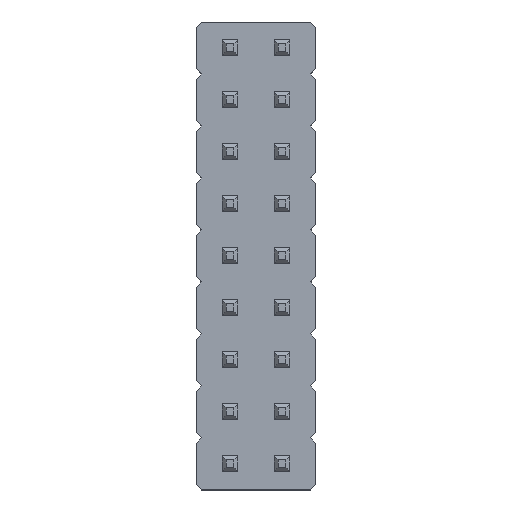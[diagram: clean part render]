
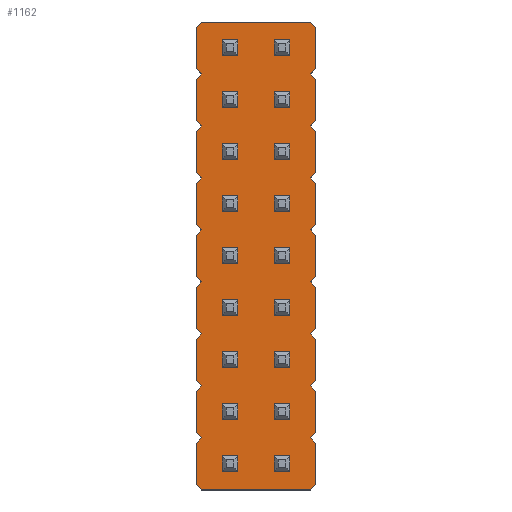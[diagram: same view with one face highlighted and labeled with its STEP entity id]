
A CAD part, top view. The second image highlights one B-rep face of the part: STEP entity #1162.
In plain terms, the highlighted planar face has unit normal (0, 0, 1).
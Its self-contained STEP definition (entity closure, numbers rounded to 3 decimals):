
#13=DIRECTION('',(0.,0.,1.));
#24=VERTEX_POINT('',#25);
#25=CARTESIAN_POINT('',(-0.55,0.5,1.));
#28=ORIENTED_EDGE('',*,*,#29,.T.);
#29=EDGE_CURVE('',#24,#30,#32,.T.);
#30=VERTEX_POINT('',#31);
#31=CARTESIAN_POINT('',(-0.65,0.4,1.));
#32=LINE('',#25,#33);
#33=VECTOR('',#34,1.);
#34=DIRECTION('',(-0.707,-0.707,0.));
#45=DIRECTION('',(0.707,-0.707,0.));
#50=ORIENTED_EDGE('',*,*,#51,.T.);
#51=EDGE_CURVE('',#30,#52,#54,.T.);
#52=VERTEX_POINT('',#53);
#53=CARTESIAN_POINT('',(-0.65,-0.4,1.));
#54=LINE('',#31,#55);
#55=VECTOR('',#56,1.);
#56=DIRECTION('',(0.,-1.,0.));
#67=DIRECTION('',(1.,0.,0.));
#72=ORIENTED_EDGE('',*,*,#73,.T.);
#73=EDGE_CURVE('',#52,#74,#76,.T.);
#74=VERTEX_POINT('',#75);
#75=CARTESIAN_POINT('',(-0.55,-0.5,1.));
#76=LINE('',#53,#77);
#77=VECTOR('',#45,1.);
#88=DIRECTION('',(0.707,0.707,0.));
#93=ORIENTED_EDGE('',*,*,#94,.T.);
#94=EDGE_CURVE('',#74,#95,#97,.T.);
#95=VERTEX_POINT('',#96);
#96=CARTESIAN_POINT('',(-0.65,-0.6,1.));
#97=LINE('',#75,#33);
#112=ORIENTED_EDGE('',*,*,#113,.T.);
#113=EDGE_CURVE('',#95,#114,#116,.T.);
#114=VERTEX_POINT('',#115);
#115=CARTESIAN_POINT('',(-0.65,-1.4,1.));
#116=LINE('',#96,#55);
#131=ORIENTED_EDGE('',*,*,#132,.T.);
#132=EDGE_CURVE('',#114,#133,#135,.T.);
#133=VERTEX_POINT('',#134);
#134=CARTESIAN_POINT('',(-0.55,-1.5,1.));
#135=LINE('',#115,#77);
#150=ORIENTED_EDGE('',*,*,#151,.T.);
#151=EDGE_CURVE('',#133,#152,#154,.T.);
#152=VERTEX_POINT('',#153);
#153=CARTESIAN_POINT('',(-0.65,-1.6,1.));
#154=LINE('',#134,#33);
#169=ORIENTED_EDGE('',*,*,#170,.T.);
#170=EDGE_CURVE('',#152,#171,#173,.T.);
#171=VERTEX_POINT('',#172);
#172=CARTESIAN_POINT('',(-0.65,-2.4,1.));
#173=LINE('',#153,#55);
#188=ORIENTED_EDGE('',*,*,#189,.T.);
#189=EDGE_CURVE('',#171,#190,#192,.T.);
#190=VERTEX_POINT('',#191);
#191=CARTESIAN_POINT('',(-0.55,-2.5,1.));
#192=LINE('',#172,#77);
#207=ORIENTED_EDGE('',*,*,#208,.T.);
#208=EDGE_CURVE('',#190,#209,#211,.T.);
#209=VERTEX_POINT('',#210);
#210=CARTESIAN_POINT('',(-0.65,-2.6,1.));
#211=LINE('',#191,#33);
#226=ORIENTED_EDGE('',*,*,#227,.T.);
#227=EDGE_CURVE('',#209,#228,#230,.T.);
#228=VERTEX_POINT('',#229);
#229=CARTESIAN_POINT('',(-0.65,-3.4,1.));
#230=LINE('',#210,#55);
#245=ORIENTED_EDGE('',*,*,#246,.T.);
#246=EDGE_CURVE('',#228,#247,#249,.T.);
#247=VERTEX_POINT('',#248);
#248=CARTESIAN_POINT('',(-0.55,-3.5,1.));
#249=LINE('',#229,#77);
#264=ORIENTED_EDGE('',*,*,#265,.T.);
#265=EDGE_CURVE('',#247,#266,#268,.T.);
#266=VERTEX_POINT('',#267);
#267=CARTESIAN_POINT('',(-0.65,-3.6,1.));
#268=LINE('',#248,#33);
#283=ORIENTED_EDGE('',*,*,#284,.T.);
#284=EDGE_CURVE('',#266,#285,#287,.T.);
#285=VERTEX_POINT('',#286);
#286=CARTESIAN_POINT('',(-0.65,-4.4,1.));
#287=LINE('',#267,#55);
#302=ORIENTED_EDGE('',*,*,#303,.T.);
#303=EDGE_CURVE('',#285,#304,#306,.T.);
#304=VERTEX_POINT('',#305);
#305=CARTESIAN_POINT('',(-0.55,-4.5,1.));
#306=LINE('',#286,#77);
#321=ORIENTED_EDGE('',*,*,#322,.T.);
#322=EDGE_CURVE('',#304,#323,#325,.T.);
#323=VERTEX_POINT('',#324);
#324=CARTESIAN_POINT('',(-0.65,-4.6,1.));
#325=LINE('',#305,#33);
#340=ORIENTED_EDGE('',*,*,#341,.T.);
#341=EDGE_CURVE('',#323,#342,#344,.T.);
#342=VERTEX_POINT('',#343);
#343=CARTESIAN_POINT('',(-0.65,-5.4,1.));
#344=LINE('',#324,#55);
#359=ORIENTED_EDGE('',*,*,#360,.T.);
#360=EDGE_CURVE('',#342,#361,#363,.T.);
#361=VERTEX_POINT('',#362);
#362=CARTESIAN_POINT('',(-0.55,-5.5,1.));
#363=LINE('',#343,#77);
#378=ORIENTED_EDGE('',*,*,#379,.T.);
#379=EDGE_CURVE('',#361,#380,#382,.T.);
#380=VERTEX_POINT('',#381);
#381=CARTESIAN_POINT('',(-0.65,-5.6,1.));
#382=LINE('',#362,#33);
#397=ORIENTED_EDGE('',*,*,#398,.T.);
#398=EDGE_CURVE('',#380,#399,#401,.T.);
#399=VERTEX_POINT('',#400);
#400=CARTESIAN_POINT('',(-0.65,-6.4,1.));
#401=LINE('',#381,#55);
#416=ORIENTED_EDGE('',*,*,#417,.T.);
#417=EDGE_CURVE('',#399,#418,#420,.T.);
#418=VERTEX_POINT('',#419);
#419=CARTESIAN_POINT('',(-0.55,-6.5,1.));
#420=LINE('',#400,#77);
#435=ORIENTED_EDGE('',*,*,#436,.T.);
#436=EDGE_CURVE('',#418,#437,#439,.T.);
#437=VERTEX_POINT('',#438);
#438=CARTESIAN_POINT('',(-0.65,-6.6,1.));
#439=LINE('',#419,#33);
#454=ORIENTED_EDGE('',*,*,#455,.T.);
#455=EDGE_CURVE('',#437,#456,#458,.T.);
#456=VERTEX_POINT('',#457);
#457=CARTESIAN_POINT('',(-0.65,-7.4,1.));
#458=LINE('',#438,#55);
#473=ORIENTED_EDGE('',*,*,#474,.T.);
#474=EDGE_CURVE('',#456,#475,#477,.T.);
#475=VERTEX_POINT('',#476);
#476=CARTESIAN_POINT('',(-0.55,-7.5,1.));
#477=LINE('',#457,#77);
#492=ORIENTED_EDGE('',*,*,#493,.T.);
#493=EDGE_CURVE('',#475,#494,#496,.T.);
#494=VERTEX_POINT('',#495);
#495=CARTESIAN_POINT('',(-0.65,-7.6,1.));
#496=LINE('',#476,#33);
#511=ORIENTED_EDGE('',*,*,#512,.T.);
#512=EDGE_CURVE('',#494,#513,#515,.T.);
#513=VERTEX_POINT('',#514);
#514=CARTESIAN_POINT('',(-0.65,-8.4,1.));
#515=LINE('',#495,#55);
#530=ORIENTED_EDGE('',*,*,#531,.T.);
#531=EDGE_CURVE('',#513,#532,#534,.T.);
#532=VERTEX_POINT('',#533);
#533=CARTESIAN_POINT('',(-0.55,-8.5,1.));
#534=LINE('',#514,#77);
#549=ORIENTED_EDGE('',*,*,#550,.T.);
#550=EDGE_CURVE('',#532,#551,#553,.T.);
#551=VERTEX_POINT('',#552);
#552=CARTESIAN_POINT('',(1.55,-8.5,1.));
#553=LINE('',#533,#554);
#554=VECTOR('',#67,1.);
#565=DIRECTION('',(0.,1.,0.));
#570=ORIENTED_EDGE('',*,*,#571,.T.);
#571=EDGE_CURVE('',#551,#572,#574,.T.);
#572=VERTEX_POINT('',#573);
#573=CARTESIAN_POINT('',(1.65,-8.4,1.));
#574=LINE('',#552,#575);
#575=VECTOR('',#88,1.);
#586=DIRECTION('',(-0.707,0.707,0.));
#591=ORIENTED_EDGE('',*,*,#592,.T.);
#592=EDGE_CURVE('',#572,#593,#595,.T.);
#593=VERTEX_POINT('',#594);
#594=CARTESIAN_POINT('',(1.65,-7.6,1.));
#595=LINE('',#573,#596);
#596=VECTOR('',#565,1.);
#612=ORIENTED_EDGE('',*,*,#613,.T.);
#613=EDGE_CURVE('',#593,#614,#616,.T.);
#614=VERTEX_POINT('',#615);
#615=CARTESIAN_POINT('',(1.55,-7.5,1.));
#616=LINE('',#594,#617);
#617=VECTOR('',#586,1.);
#632=ORIENTED_EDGE('',*,*,#633,.T.);
#633=EDGE_CURVE('',#614,#634,#636,.T.);
#634=VERTEX_POINT('',#635);
#635=CARTESIAN_POINT('',(1.65,-7.4,1.));
#636=LINE('',#615,#575);
#651=ORIENTED_EDGE('',*,*,#652,.T.);
#652=EDGE_CURVE('',#634,#653,#655,.T.);
#653=VERTEX_POINT('',#654);
#654=CARTESIAN_POINT('',(1.65,-6.6,1.));
#655=LINE('',#635,#596);
#670=ORIENTED_EDGE('',*,*,#671,.T.);
#671=EDGE_CURVE('',#653,#672,#674,.T.);
#672=VERTEX_POINT('',#673);
#673=CARTESIAN_POINT('',(1.55,-6.5,1.));
#674=LINE('',#654,#617);
#689=ORIENTED_EDGE('',*,*,#690,.T.);
#690=EDGE_CURVE('',#672,#691,#693,.T.);
#691=VERTEX_POINT('',#692);
#692=CARTESIAN_POINT('',(1.65,-6.4,1.));
#693=LINE('',#673,#575);
#708=ORIENTED_EDGE('',*,*,#709,.T.);
#709=EDGE_CURVE('',#691,#710,#712,.T.);
#710=VERTEX_POINT('',#711);
#711=CARTESIAN_POINT('',(1.65,-5.6,1.));
#712=LINE('',#692,#596);
#727=ORIENTED_EDGE('',*,*,#728,.T.);
#728=EDGE_CURVE('',#710,#729,#731,.T.);
#729=VERTEX_POINT('',#730);
#730=CARTESIAN_POINT('',(1.55,-5.5,1.));
#731=LINE('',#711,#617);
#746=ORIENTED_EDGE('',*,*,#747,.T.);
#747=EDGE_CURVE('',#729,#748,#750,.T.);
#748=VERTEX_POINT('',#749);
#749=CARTESIAN_POINT('',(1.65,-5.4,1.));
#750=LINE('',#730,#575);
#765=ORIENTED_EDGE('',*,*,#766,.T.);
#766=EDGE_CURVE('',#748,#767,#769,.T.);
#767=VERTEX_POINT('',#768);
#768=CARTESIAN_POINT('',(1.65,-4.6,1.));
#769=LINE('',#749,#596);
#784=ORIENTED_EDGE('',*,*,#785,.T.);
#785=EDGE_CURVE('',#767,#786,#788,.T.);
#786=VERTEX_POINT('',#787);
#787=CARTESIAN_POINT('',(1.55,-4.5,1.));
#788=LINE('',#768,#617);
#803=ORIENTED_EDGE('',*,*,#804,.T.);
#804=EDGE_CURVE('',#786,#805,#807,.T.);
#805=VERTEX_POINT('',#806);
#806=CARTESIAN_POINT('',(1.65,-4.4,1.));
#807=LINE('',#787,#575);
#822=ORIENTED_EDGE('',*,*,#823,.T.);
#823=EDGE_CURVE('',#805,#824,#826,.T.);
#824=VERTEX_POINT('',#825);
#825=CARTESIAN_POINT('',(1.65,-3.6,1.));
#826=LINE('',#806,#596);
#841=ORIENTED_EDGE('',*,*,#842,.T.);
#842=EDGE_CURVE('',#824,#843,#845,.T.);
#843=VERTEX_POINT('',#844);
#844=CARTESIAN_POINT('',(1.55,-3.5,1.));
#845=LINE('',#825,#617);
#860=ORIENTED_EDGE('',*,*,#861,.T.);
#861=EDGE_CURVE('',#843,#862,#864,.T.);
#862=VERTEX_POINT('',#863);
#863=CARTESIAN_POINT('',(1.65,-3.4,1.));
#864=LINE('',#844,#575);
#879=ORIENTED_EDGE('',*,*,#880,.T.);
#880=EDGE_CURVE('',#862,#881,#883,.T.);
#881=VERTEX_POINT('',#882);
#882=CARTESIAN_POINT('',(1.65,-2.6,1.));
#883=LINE('',#863,#596);
#898=ORIENTED_EDGE('',*,*,#899,.T.);
#899=EDGE_CURVE('',#881,#900,#902,.T.);
#900=VERTEX_POINT('',#901);
#901=CARTESIAN_POINT('',(1.55,-2.5,1.));
#902=LINE('',#882,#617);
#917=ORIENTED_EDGE('',*,*,#918,.T.);
#918=EDGE_CURVE('',#900,#919,#921,.T.);
#919=VERTEX_POINT('',#920);
#920=CARTESIAN_POINT('',(1.65,-2.4,1.));
#921=LINE('',#901,#575);
#936=ORIENTED_EDGE('',*,*,#937,.T.);
#937=EDGE_CURVE('',#919,#938,#940,.T.);
#938=VERTEX_POINT('',#939);
#939=CARTESIAN_POINT('',(1.65,-1.6,1.));
#940=LINE('',#920,#596);
#955=ORIENTED_EDGE('',*,*,#956,.T.);
#956=EDGE_CURVE('',#938,#957,#959,.T.);
#957=VERTEX_POINT('',#958);
#958=CARTESIAN_POINT('',(1.55,-1.5,1.));
#959=LINE('',#939,#617);
#974=ORIENTED_EDGE('',*,*,#975,.T.);
#975=EDGE_CURVE('',#957,#976,#978,.T.);
#976=VERTEX_POINT('',#977);
#977=CARTESIAN_POINT('',(1.65,-1.4,1.));
#978=LINE('',#958,#575);
#993=ORIENTED_EDGE('',*,*,#994,.T.);
#994=EDGE_CURVE('',#976,#995,#997,.T.);
#995=VERTEX_POINT('',#996);
#996=CARTESIAN_POINT('',(1.65,-0.6,1.));
#997=LINE('',#977,#596);
#1012=ORIENTED_EDGE('',*,*,#1013,.T.);
#1013=EDGE_CURVE('',#995,#1014,#1016,.T.);
#1014=VERTEX_POINT('',#1015);
#1015=CARTESIAN_POINT('',(1.55,-0.5,1.));
#1016=LINE('',#996,#617);
#1031=ORIENTED_EDGE('',*,*,#1032,.T.);
#1032=EDGE_CURVE('',#1014,#1033,#1035,.T.);
#1033=VERTEX_POINT('',#1034);
#1034=CARTESIAN_POINT('',(1.65,-0.4,1.));
#1035=LINE('',#1015,#575);
#1050=ORIENTED_EDGE('',*,*,#1051,.T.);
#1051=EDGE_CURVE('',#1033,#1052,#1054,.T.);
#1052=VERTEX_POINT('',#1053);
#1053=CARTESIAN_POINT('',(1.65,0.4,1.));
#1054=LINE('',#1034,#596);
#1069=ORIENTED_EDGE('',*,*,#1070,.T.);
#1070=EDGE_CURVE('',#1052,#1071,#1073,.T.);
#1071=VERTEX_POINT('',#1072);
#1072=CARTESIAN_POINT('',(1.55,0.5,1.));
#1073=LINE('',#1053,#617);
#1088=ORIENTED_EDGE('',*,*,#1089,.T.);
#1089=EDGE_CURVE('',#1071,#24,#1090,.T.);
#1090=LINE('',#1072,#1091);
#1091=VECTOR('',#1092,1.);
#1092=DIRECTION('',(-1.,0.,0.));
#1162=ADVANCED_FACE('',(#1163),#1165,.T.);
#1163=FACE_BOUND('',#1164,.T.);
#1164=EDGE_LOOP('',(#28,#50,#72,#93,#112,#131,#150,#169,#188,#207,#226,#245,#264,#283,#302,#321,#340,#359,#378,#397,#416,#435,#454,#473,#492,#511,#530,#549,#570,#591,#612,#632,#651,#670,#689,#708,#727,#746,#765,#784,#803,#822,#841,#860,#879,#898,#917,#936,#955,#974,#993,#1012,#1031,#1050,#1069,#1088));
#1165=PLANE('',#1166);
#1166=AXIS2_PLACEMENT_3D('',#1167,#13,#67);
#1167=CARTESIAN_POINT('',(0.5,-4.,1.));
